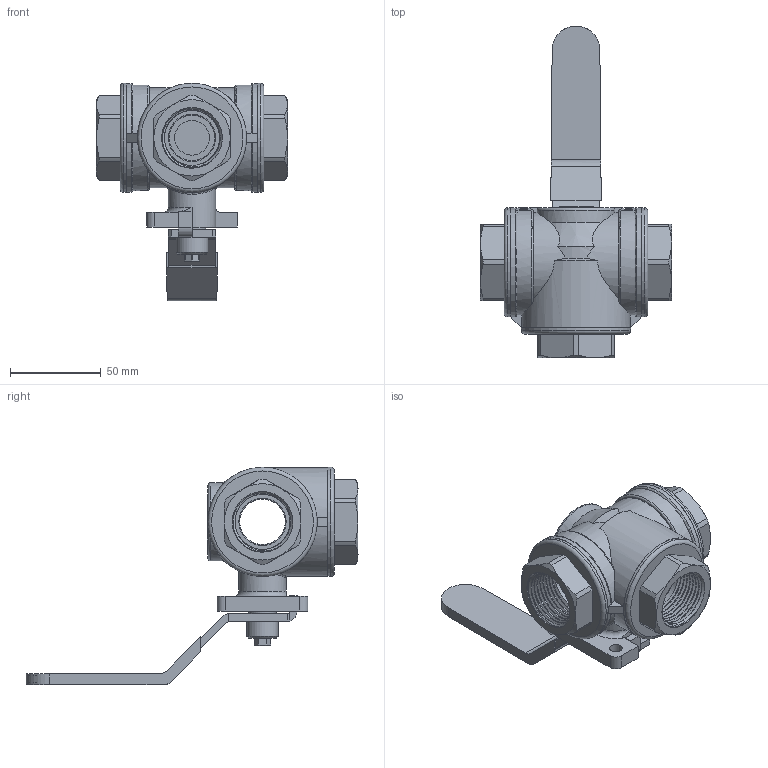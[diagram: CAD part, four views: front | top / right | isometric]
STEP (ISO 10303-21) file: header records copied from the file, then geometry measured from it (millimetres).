
FILE_DESCRIPTION(/* description */ ('Unknown'),/* implementation_level */ '2;1');
FILE_NAME(/* name */ '837_837-06',/* time_stamp */ '2022-08-09T11:26:39+02:00',/* author */ ('Unknown'),/* organization */ ('Unknown'),/* preprocessor_version */ 'ST-DEVELOPER v16.7',/* originating_system */ 'Solid Edge',/* authorisation */ 'Unknown');
FILE_SCHEMA (('AUTOMOTIVE_DESIGN {1 0 10303 214 3 1 1}'));
Products named in the file (9): 2.330_335.025; 351-06-008_ASM; 351-06-008-1; 351-06-008; GB5781-86-M5X12-4; 351-05-009; 351-06-002; 351-06-005; 351-06-001
Assembly tree (10 placements, depth 3):
  2.330_335.025
    351-06-008_ASM
      351-06-008-1
      351-06-008
    GB5781-86-M5X12-4
    351-05-009
    351-06-002  x3
    351-06-005
    351-06-001
Bounding box: 105 x 182.5 x 119.5 mm (x, y, z)
Volume: 190462.8 mm3; surface area: 107553 mm2
Topology: 9 solids, 9 shells, 1178 faces, 3403 edges, 2297 vertices
Faces by surface type: plane 775, cylinder 216, bspline 102, cone 59, torus 25, sphere 1
Full cylindrical faces by diameter (mm): 4 x13, 5 x9, 5.5 x1, 7 x3, 12 x2, 13.5 x1, 15 x4, 17 x1, 17.5 x1, 18 x1, 19 x1, 25 x3, 26 x1, 30.291 x24, 38 x4, 44 x3, 51 x5, 51.5 x16, 53 x15, 53.5 x3, 60 x3
Entity records: 47998 total; most frequent: CARTESIAN_POINT 22216, ORIENTED_EDGE 5682, DIRECTION 4821, EDGE_CURVE 2841, VERTEX_POINT 1973, LINE 1685, VECTOR 1685, AXIS2_PLACEMENT_3D 1568
